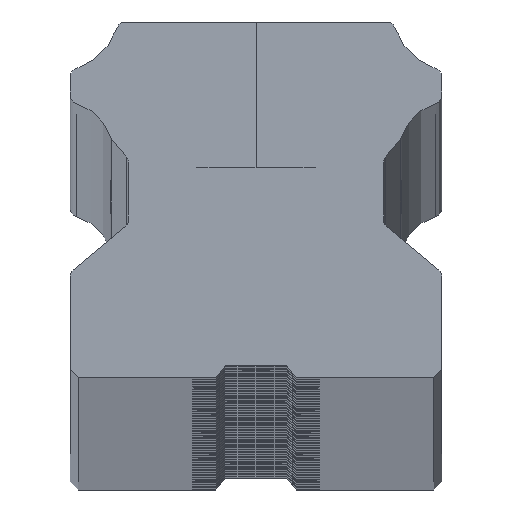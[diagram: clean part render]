
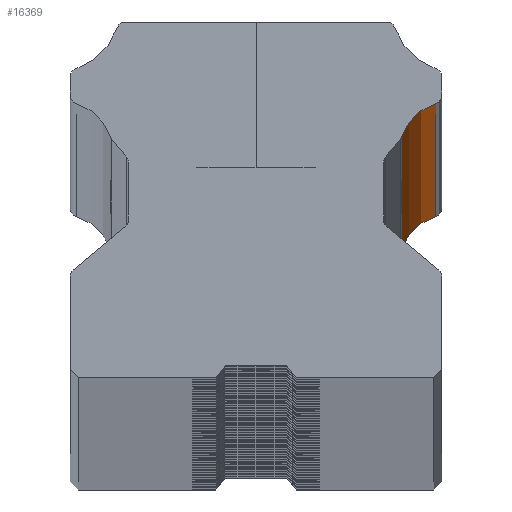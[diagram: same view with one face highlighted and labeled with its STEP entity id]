
A CAD part, top view. The second image highlights one B-rep face of the part: STEP entity #16369.
In plain terms, the highlighted cylindrical face has radius 3 mm (diameter 6 mm), a partial arc.
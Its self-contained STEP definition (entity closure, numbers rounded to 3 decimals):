
#423 = CIRCLE ( 'NONE', #2458, 3. ) ;
#666 = ORIENTED_EDGE ( 'NONE', *, *, #6019, .T. ) ;
#2312 = VECTOR ( 'NONE', #8907, 1000. ) ;
#2458 = AXIS2_PLACEMENT_3D ( 'NONE', #3042, #10830, #11074 ) ;
#3042 = CARTESIAN_POINT ( 'NONE',  ( 11.899, 14.027, 0. ) ) ;
#4278 = CARTESIAN_POINT ( 'NONE',  ( 9.027, 14.896, 0. ) ) ;
#4712 = CARTESIAN_POINT ( 'NONE',  ( 11.128, 16.926, 4000. ) ) ;
#5419 = EDGE_LOOP ( 'NONE', ( #21857, #8448, #14842, #666 ) ) ;
#5532 = VERTEX_POINT ( 'NONE', #10463 ) ;
#5690 = EDGE_CURVE ( 'NONE', #19713, #5532, #423, .T. ) ;
#5871 = FACE_OUTER_BOUND ( 'NONE', #5419, .T. ) ;
#6019 = EDGE_CURVE ( 'NONE', #21498, #19713, #20577, .T. ) ;
#7656 = CARTESIAN_POINT ( 'NONE',  ( 11.899, 14.027, 4000. ) ) ;
#7911 = CARTESIAN_POINT ( 'NONE',  ( 11.899, 14.027, 4000. ) ) ;
#8231 = AXIS2_PLACEMENT_3D ( 'NONE', #7911, #15668, #11469 ) ;
#8448 = ORIENTED_EDGE ( 'NONE', *, *, #9167, .T. ) ;
#8870 = DIRECTION ( 'NONE',  ( 0., 0., -1. ) ) ;
#8907 = DIRECTION ( 'NONE',  ( 0., 0., 1. ) ) ;
#8999 = CARTESIAN_POINT ( 'NONE',  ( 9.027, 14.896, 4000. ) ) ;
#9167 = EDGE_CURVE ( 'NONE', #5532, #19111, #14378, .T. ) ;
#9329 = DIRECTION ( 'NONE',  ( -1., 0., 0. ) ) ;
#9456 = CARTESIAN_POINT ( 'NONE',  ( 11.128, 16.926, 4000. ) ) ;
#10463 = CARTESIAN_POINT ( 'NONE',  ( 11.128, 16.926, 0. ) ) ;
#10830 = DIRECTION ( 'NONE',  ( 0., 0., -1. ) ) ;
#10876 = CARTESIAN_POINT ( 'NONE',  ( 9.027, 14.896, 4000. ) ) ;
#11074 = DIRECTION ( 'NONE',  ( -1., 0., 0. ) ) ;
#11469 = DIRECTION ( 'NONE',  ( -1., 0., 0. ) ) ;
#11718 = CYLINDRICAL_SURFACE ( 'NONE', #8231, 3. ) ;
#13141 = DIRECTION ( 'NONE',  ( 0., 0., -1. ) ) ;
#14378 = LINE ( 'NONE', #4712, #2312 ) ;
#14842 = ORIENTED_EDGE ( 'NONE', *, *, #21590, .F. ) ;
#15668 = DIRECTION ( 'NONE',  ( 0., 0., -1. ) ) ;
#16369 = ADVANCED_FACE ( 'NONE', ( #5871 ), #11718, .F. ) ;
#18716 = VECTOR ( 'NONE', #8870, 1000. ) ;
#19111 = VERTEX_POINT ( 'NONE', #9456 ) ;
#19713 = VERTEX_POINT ( 'NONE', #4278 ) ;
#19744 = CIRCLE ( 'NONE', #20954, 3. ) ;
#20577 = LINE ( 'NONE', #8999, #18716 ) ;
#20954 = AXIS2_PLACEMENT_3D ( 'NONE', #7656, #13141, #9329 ) ;
#21498 = VERTEX_POINT ( 'NONE', #10876 ) ;
#21590 = EDGE_CURVE ( 'NONE', #21498, #19111, #19744, .T. ) ;
#21857 = ORIENTED_EDGE ( 'NONE', *, *, #5690, .T. ) ;
